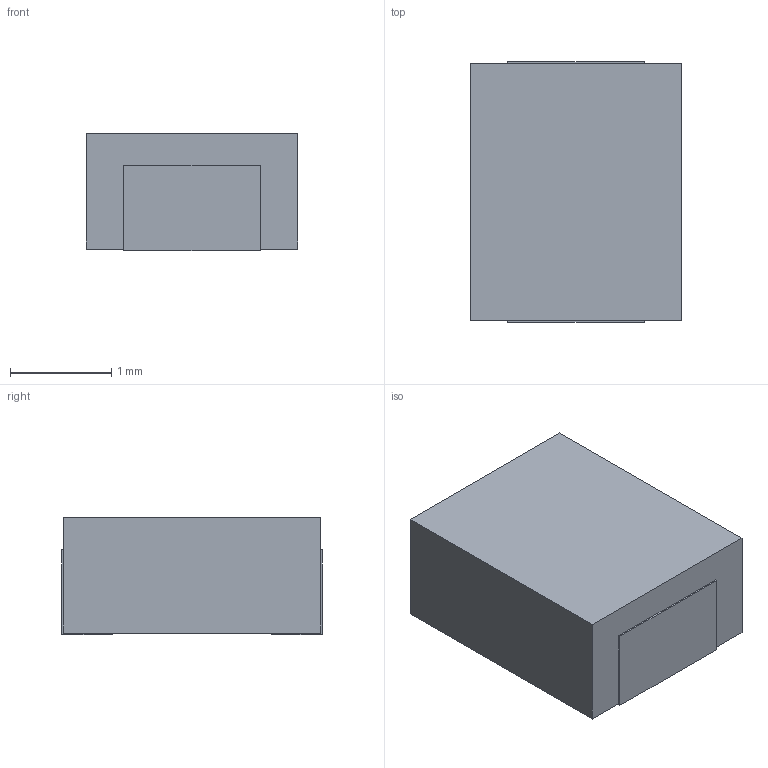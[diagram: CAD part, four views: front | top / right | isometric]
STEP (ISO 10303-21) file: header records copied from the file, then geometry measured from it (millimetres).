
FILE_DESCRIPTION(('STEP AP214'),'1');
FILE_NAME('WIP2520XX_Structure.step','2017-05-17T07:19:07',(' '),('ANSOFT Corporation'),'Spatial InterOp 3D',' ',' ');
FILE_SCHEMA(('automotive_design'));
Length unit declared in the file: millimetre
Products named in the file (6): coating; copper; powder; S300_cut; Pad_right2; Pad_right_2
Bounding box: 2.09 x 2.57 x 1.16 mm (x, y, z)
Volume: 6.1 mm3; surface area: 108.2 mm2
Topology: 6 solids, 6 shells, 7872 faces, 15810 edges, 7948 vertices
Faces by surface type: plane 7872
Entity records: 252693 total; most frequent: CARTESIAN_POINT 31636, ORIENTED_EDGE 31620, DIRECTION 31566, EDGE_CURVE 15810, LINE 15810, VECTOR 15810, VERTEX_POINT 7948, STYLED_ITEM 7878
